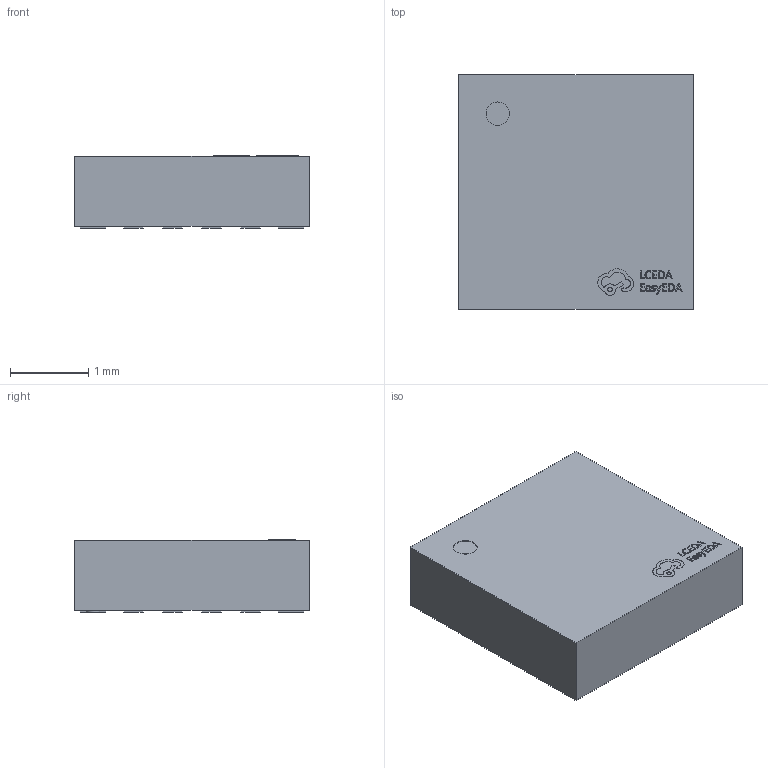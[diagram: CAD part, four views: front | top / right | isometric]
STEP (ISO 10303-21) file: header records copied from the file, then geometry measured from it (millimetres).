
FILE_DESCRIPTION (( 'STEP AP214' ), '1' );
FILE_NAME ('LGA-16_L3.0-W3.0-H0.9-P0.50.step', '2024-08-16T07:01:13', ( '' ), ( '' ), 'SwSTEP 2.0', 'SolidWorks 2021', '' );
FILE_SCHEMA (( 'AUTOMOTIVE_DESIGN' ));
Length unit declared in the file: millimetre
Products named in the file (1): LGA-16_L3.0-W3.0-H0.9-P0.50
Bounding box: 3 x 3 x 0.92 mm (x, y, z)
Volume: 8.1 mm3; surface area: 31.8 mm2
Topology: 18 solids, 18 shells, 333 faces, 831 edges, 554 vertices
Faces by surface type: plane 231, bspline 98, cylinder 4
Entity records: 14175 total; most frequent: CARTESIAN_POINT 3025, ORIENTED_EDGE 1662, DIRECTION 1111, EDGE_CURVE 831, VECTOR 623, LINE 623, VERTEX_POINT 554, EDGE_LOOP 353
